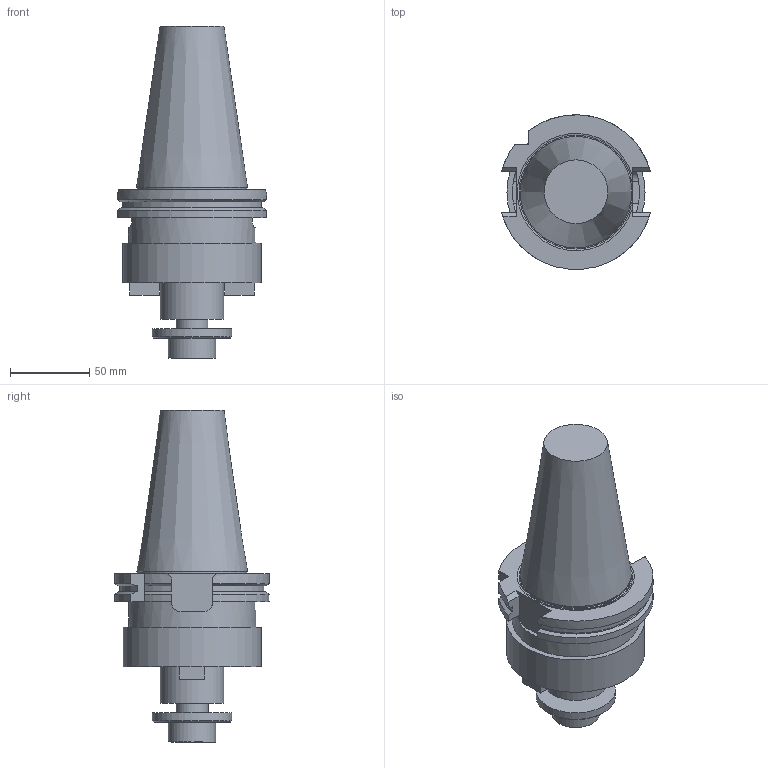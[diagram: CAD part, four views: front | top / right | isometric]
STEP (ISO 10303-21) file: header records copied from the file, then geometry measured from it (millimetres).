
FILE_DESCRIPTION(/* description */ ('3-D model version:1'),/* implementation_level */ '2;1');
FILE_NAME(/* name */ '392.54005C5040060',/* time_stamp */ '2016-12-02T14:14:27',/* author */ ('InteractiveCad'),/* organization */ ('AB Sandvik Coromant'),/* preprocessor_version */ 'ST-DEVELOPER v15',/* originating_system */ 'SIEMENS PLM Software NX 8.5',/* authorization */ '');
FILE_SCHEMA(('AUTOMOTIVE_DESIGN'));
Length unit declared in the file: millimetre
Products named in the file (1): 392_54005C5040060_SIM
Bounding box: 93.97 x 97.28 x 209.1 mm (x, y, z)
Volume: 652421.9 mm3; surface area: 58933.3 mm2
Topology: 1 solids, 1 shells, 72 faces, 185 edges, 123 vertices
Faces by surface type: plane 41, cylinder 20, cone 10, torus 1
Full cylindrical faces by diameter (mm): 20 x1, 29.835 x1, 39.992 x1, 50 x1, 69.25 x1, 80 x1, 87 x1
Entity records: 2227 total; most frequent: CARTESIAN_POINT 427, DIRECTION 359, ORIENTED_EDGE 340, EDGE_CURVE 170, AXIS2_PLACEMENT_3D 131, VERTEX_POINT 119, LINE 97, VECTOR 97
